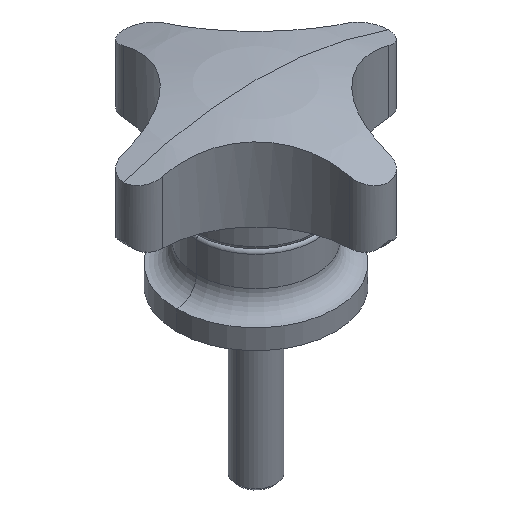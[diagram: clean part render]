
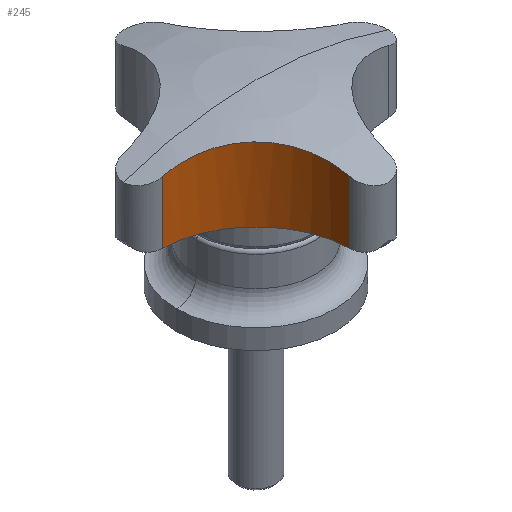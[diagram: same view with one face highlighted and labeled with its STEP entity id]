
A CAD part, isometric view. The second image highlights one B-rep face of the part: STEP entity #245.
In plain terms, the highlighted cylindrical face has radius 14.5 mm (diameter 29 mm), a partial arc.
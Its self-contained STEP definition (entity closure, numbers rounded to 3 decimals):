
#245=ADVANCED_FACE('',(#636),#637,.F.);
#303=EDGE_CURVE('',#309,#467,#699,.T.);
#307=EDGE_CURVE('',#429,#333,#703,.T.);
#309=VERTEX_POINT('',#705);
#333=VERTEX_POINT('',#733);
#421=EDGE_CURVE('',#429,#467,#832,.T.);
#429=VERTEX_POINT('',#841);
#441=EDGE_CURVE('',#333,#309,#853,.T.);
#467=VERTEX_POINT('',#881);
#636=FACE_OUTER_BOUND('',#1074,.T.);
#637=CYLINDRICAL_SURFACE('',#1075,14.5);
#699=B_SPLINE_CURVE_WITH_KNOTS('',3,(#1223,#1224,#1225,#1226,#1227,#1228,#1229,#1230,#1231,#1232,#1233,#1234,#1235,#1236,#1237,#1238,#1239,#1240),.UNSPECIFIED.,.F.,.F.,(4,2,2,2,2,2,2,2,4),(26.084,27.37,30.258,33.147,36.035,38.907,41.779,44.651,47.523),.UNSPECIFIED.);
#703=CIRCLE('',#1246,14.5);
#705=CARTESIAN_POINT('',(-17.085,-2.999,24.438));
#733=CARTESIAN_POINT('',(-17.085,-2.999,15.0));
#832=LINE('',#1447,#1448);
#841=CARTESIAN_POINT('',(-2.999,-17.085,15.0));
#853=LINE('',#1495,#1496);
#881=CARTESIAN_POINT('',(-2.999,-17.085,24.438));
#1074=EDGE_LOOP('',(#1888,#1889,#1890,#1891));
#1075=AXIS2_PLACEMENT_3D('',#1892,#1893,#1894);
#1223=CARTESIAN_POINT('',(-17.085,-2.999,24.438));
#1224=CARTESIAN_POINT('',(-16.661,-3.011,24.563));
#1225=CARTESIAN_POINT('',(-16.232,-3.041,24.684));
#1226=CARTESIAN_POINT('',(-14.835,-3.206,25.057));
#1227=CARTESIAN_POINT('',(-13.859,-3.42,25.286));
#1228=CARTESIAN_POINT('',(-11.964,-4.051,25.664));
#1229=CARTESIAN_POINT('',(-11.043,-4.468,25.814));
#1230=CARTESIAN_POINT('',(-9.321,-5.474,26.027));
#1231=CARTESIAN_POINT('',(-8.52,-6.062,26.09));
#1232=CARTESIAN_POINT('',(-7.092,-7.345,26.133));
#1233=CARTESIAN_POINT('',(-6.423,-8.075,26.115));
#1234=CARTESIAN_POINT('',(-5.24,-9.676,25.991));
#1235=CARTESIAN_POINT('',(-4.727,-10.545,25.885));
#1236=CARTESIAN_POINT('',(-3.895,-12.362,25.592));
#1237=CARTESIAN_POINT('',(-3.575,-13.31,25.404));
#1238=CARTESIAN_POINT('',(-3.14,-15.213,24.963));
#1239=CARTESIAN_POINT('',(-3.025,-16.167,24.71));
#1240=CARTESIAN_POINT('',(-2.999,-17.085,24.438));
#1246=AXIS2_PLACEMENT_3D('',#1967,#1968,#1969);
#1447=CARTESIAN_POINT('',(-2.999,-17.085,15.0));
#1448=VECTOR('',#2138,1.0);
#1495=CARTESIAN_POINT('',(-17.085,-2.999,15.0));
#1496=VECTOR('',#2157,1.0);
#1888=ORIENTED_EDGE('',*,*,#303,.F.);
#1889=ORIENTED_EDGE('',*,*,#441,.F.);
#1890=ORIENTED_EDGE('',*,*,#307,.F.);
#1891=ORIENTED_EDGE('',*,*,#421,.T.);
#1892=CARTESIAN_POINT('',(-17.493,-17.493,15.0));
#1893=DIRECTION('',(-0.0,0.0,-1.0));
#1894=DIRECTION('',(1.,0.028,0.0));
#1967=CARTESIAN_POINT('',(-17.493,-17.493,15.0));
#1968=DIRECTION('',(0.,0.,1.0));
#1969=DIRECTION('',(1.,0.028,0.));
#2138=DIRECTION('',(0.0,0.0,1.0));
#2157=DIRECTION('',(0.0,0.0,1.0));
